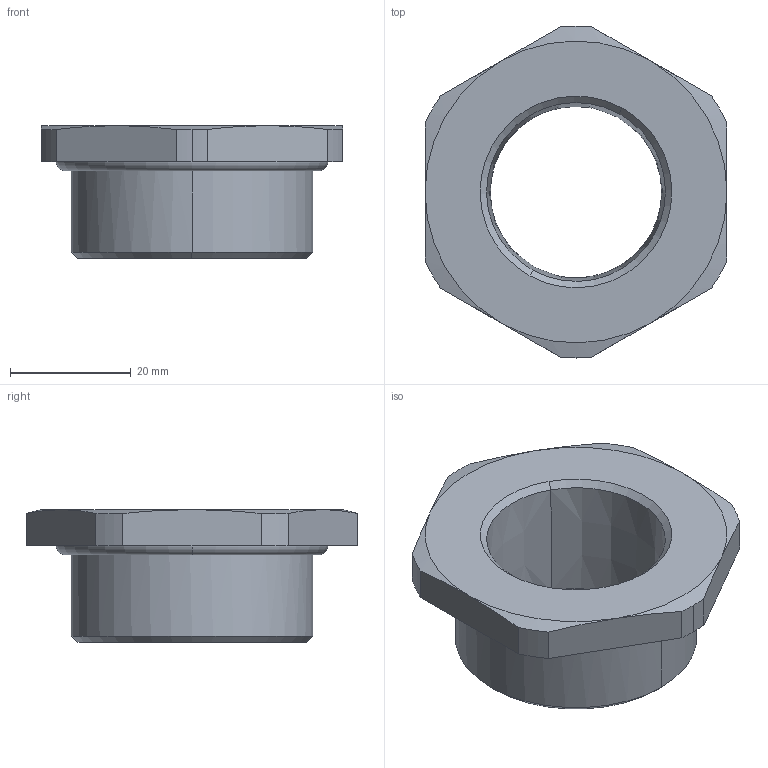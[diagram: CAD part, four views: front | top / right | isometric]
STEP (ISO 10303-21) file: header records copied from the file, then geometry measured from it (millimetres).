
FILE_DESCRIPTION(('CATIA V5 STEP Exchange','CAx-IF Rec.Pracs.--- Model Styling and Organization---1.4--- 2014-01-23'),'2;1');
FILE_NAME ('144304-1_1_1262960000_1262960000.stp','2022-01-28T02:26:50+00:00',('none'),('Weidmueller'),'CATIA Version 5-6 Release 2016 SP3 HF44','CATIA V5 STEP AP214','none');
FILE_SCHEMA(('AUTOMOTIVE_DESIGN { 1 0 10303 214 1 1 1 1 }'));
Length unit declared in the file: millimetre
Products named in the file (1): ADAP M40-NPT1-W
Bounding box: 50 x 55 x 22 mm (x, y, z)
Volume: 18561.9 mm3; surface area: 9361.1 mm2
Topology: 2 solids, 2 shells, 48 faces, 114 edges, 70 vertices
Faces by surface type: cone 16, cylinder 14, plane 10, torus 8
Entity records: 1296 total; most frequent: CARTESIAN_POINT 267, ORIENTED_EDGE 228, DIRECTION 156, EDGE_CURVE 114, AXIS2_PLACEMENT_3D 91, VERTEX_POINT 70, CIRCLE 62, EDGE_LOOP 52
